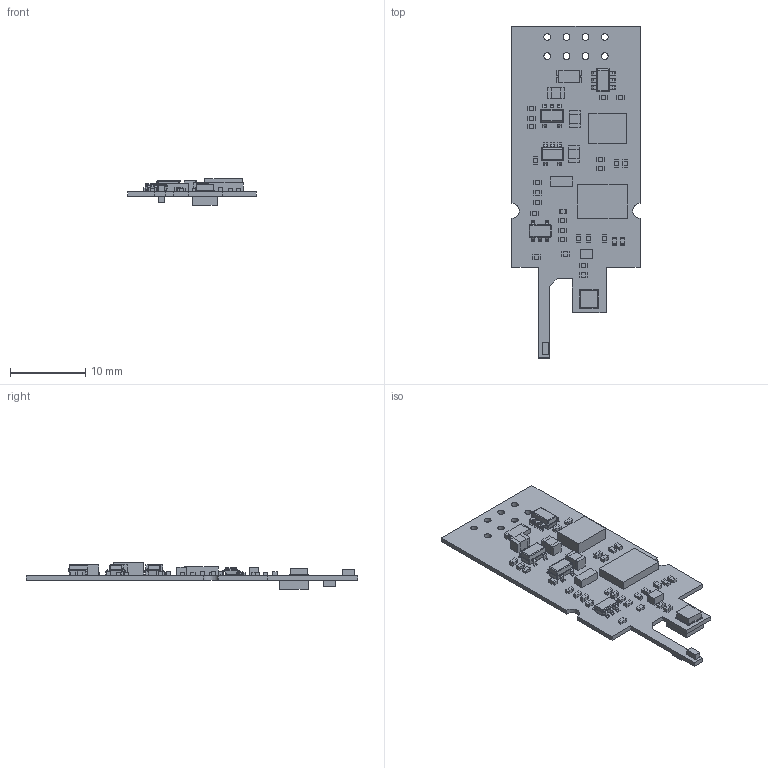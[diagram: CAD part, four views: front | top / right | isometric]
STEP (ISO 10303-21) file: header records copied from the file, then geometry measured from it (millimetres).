
FILE_DESCRIPTION(('Open CASCADE Model'),'2;1');
FILE_NAME('Open CASCADE Shape Model','2020-04-14T16:52:02',('Author'),( 'Open CASCADE'),'Open CASCADE STEP processor 6.8','Open CASCADE 6.8' ,'Unknown');
FILE_SCHEMA(('AUTOMOTIVE_DESIGN { 1 0 10303 214 1 1 1 1 }'));
Length unit declared in the file: millimetre
Products named in the file (107): PCB; Board; Open CASCADE STEP translator 6.8 5.1.1; Open CASCADE STEP translator 6.8 5.1.1.1; C13; 6416620720; Extruded; 6416623440; R18; 9227575728; 9227583008; R17; C12; 6416623840; D2; 6412857600; Body; Open_CASCADE_STEP_translator_6.8_1.1.1; Leader; C11; F1; Fuse_1206_v1; RT1; 6416624240; R16; 6416622960; 6416622560; C10; R15; R14; 6416620000; D1; 6416621600; C9; C8; U7; 6416214080; U5; 6412846800; C7 ...
Assembly tree (200 placements, depth 5):
  PCB
    Board
      Open CASCADE STEP translator 6.8 5.1.1
        Open CASCADE STEP translator 6.8 5.1.1.1
    C13
      6416620720  x2
        Extruded
      6416623440
        Extruded
    R18
      9227575728  x2
        Extruded
      9227583008
        Extruded
    R17
      9227575728  x2
        Extruded
      9227583008
        Extruded
    C12
      6416623840  x2
        Extruded
      6416623440
        Extruded
    D2
      6412857600
        Body
          Open_CASCADE_STEP_translator_6.8_1.1.1
        Leader  x6
    C11
      6416623840  x2
        Extruded
      6416623440
        Extruded
    F1
      Fuse_1206_v1
    RT1
      6416624240
        Extruded
    R16
      6416622960
        Extruded
      6416622560  x2
        Extruded
    C10
      6416620720  x2
        Extruded
      6416623440
        Extruded
    R15
      6416622960
        Extruded
      6416622560  x2
        Extruded
    R14
      6416622960
        Extruded
      6416620000  x2
        Extruded
    D1
Bounding box: 17 x 44 x 3.55 mm (x, y, z)
Volume: 498.2 mm3; surface area: 1839.3 mm2
Topology: 126 solids, 126 shells, 1273 faces, 2639 edges, 1594 vertices
Faces by surface type: plane 1017, cylinder 200, sphere 32, bspline 24
Full cylindrical faces by diameter (mm): 0.9 x8
Entity records: 17090 total; most frequent: CARTESIAN_POINT 4583, DIRECTION 2299, ORIENTED_EDGE 1950, EDGE_CURVE 975, AXIS2_PLACEMENT_3D 798, LINE 703, VECTOR 703, VERTEX_POINT 570
